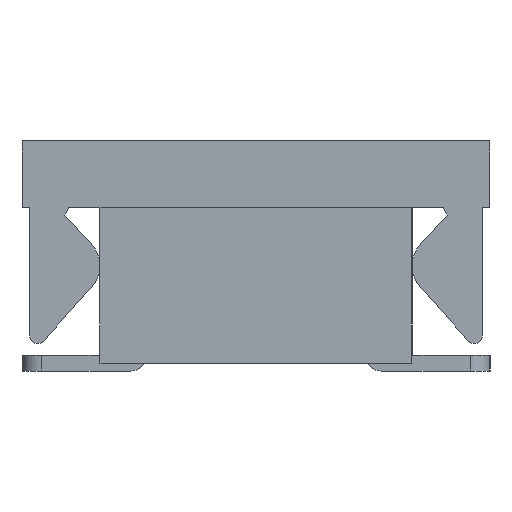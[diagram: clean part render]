
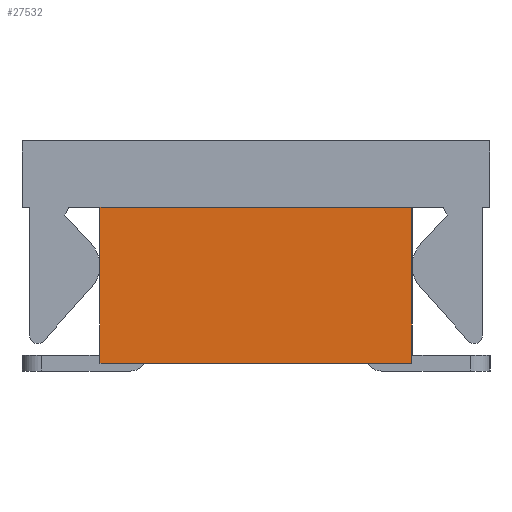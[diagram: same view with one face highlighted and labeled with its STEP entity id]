
A CAD part, front view. The second image highlights one B-rep face of the part: STEP entity #27532.
In plain terms, the highlighted face is planar.
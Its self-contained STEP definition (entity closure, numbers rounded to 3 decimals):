
#9860=ORIENTED_EDGE('',*,*,#14132,.T.);
#9861=ORIENTED_EDGE('',*,*,#14152,.F.);
#9862=ORIENTED_EDGE('',*,*,#14140,.F.);
#9863=ORIENTED_EDGE('',*,*,#14153,.T.);
#14132=EDGE_CURVE('',#16711,#16710,#19414,.T.);
#14140=EDGE_CURVE('',#16716,#16717,#19422,.T.);
#14152=EDGE_CURVE('',#16717,#16710,#19434,.T.);
#14153=EDGE_CURVE('',#16716,#16711,#19435,.T.);
#16710=VERTEX_POINT('',#47367);
#16711=VERTEX_POINT('',#47369);
#16716=VERTEX_POINT('',#47382);
#16717=VERTEX_POINT('',#47384);
#19414=LINE('',#47368,#22132);
#19422=LINE('',#47383,#22140);
#19434=LINE('',#47398,#22152);
#19435=LINE('',#47400,#22153);
#22132=VECTOR('',#37711,1000.);
#22140=VECTOR('',#37721,1000.);
#22152=VECTOR('',#37737,1000.);
#22153=VECTOR('',#37740,1000.);
#23638=EDGE_LOOP('',(#9860,#9861,#9862,#9863));
#25164=FACE_BOUND('',#23638,.T.);
#26026=PLANE('',#30172);
#27532=ADVANCED_FACE('',(#25164),#26026,.F.);
#30172=AXIS2_PLACEMENT_3D('',#47399,#37738,#37739);
#37711=DIRECTION('',(0.,0.,-1.));
#37721=DIRECTION('',(0.,0.,-1.));
#37737=DIRECTION('',(0.,1.,0.));
#37738=DIRECTION('',(1.,0.,0.));
#37739=DIRECTION('',(0.,0.,-1.));
#37740=DIRECTION('',(0.,1.,0.));
#47367=CARTESIAN_POINT('',(-10.,2.,-1.));
#47368=CARTESIAN_POINT('',(-10.,2.,1.));
#47369=CARTESIAN_POINT('',(-10.,2.,1.));
#47382=CARTESIAN_POINT('',(-10.,-2.,1.));
#47383=CARTESIAN_POINT('',(-10.,-2.,1.));
#47384=CARTESIAN_POINT('',(-10.,-2.,-1.));
#47398=CARTESIAN_POINT('',(-10.,-2.,-1.));
#47399=CARTESIAN_POINT('',(-10.,-2.,1.));
#47400=CARTESIAN_POINT('',(-10.,-2.,1.));
